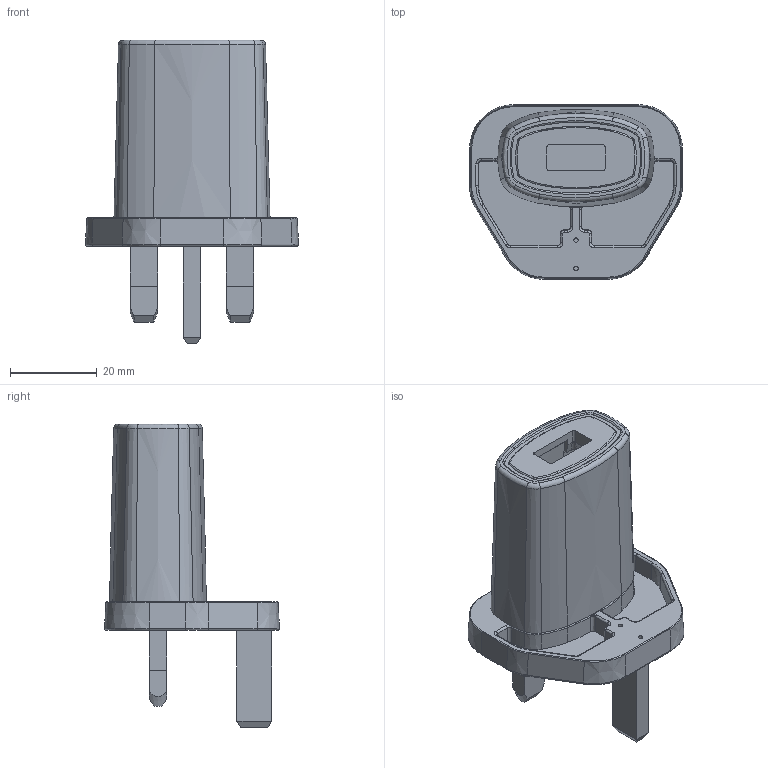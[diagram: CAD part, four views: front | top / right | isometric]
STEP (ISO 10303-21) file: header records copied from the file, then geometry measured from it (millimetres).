
FILE_DESCRIPTION((''),'2;1');
FILE_NAME('GT-86030-0305-USB-W2U_ASM','2022-08-12T13:07:11',('jirenqiang'),(''),'CREO PARAMETRIC BY PTC INC, 2018050','CREO PARAMETRIC BY PTC INC, 2018050','');
FILE_SCHEMA(('CONFIG_CONTROL_DESIGN'));
Length unit declared in the file: millimetre
Products named in the file (9): HGFDH; GROUND-PIN02; UK-ASSEMBLY_ASM; 0001; UK_ASM; UK-BOT_ASM; UK-BOT; TOP2; GT-86030-0305-USB-W2U_ASM
Assembly tree (9 placements, depth 5):
  GT-86030-0305-USB-W2U_ASM
    UK-BOT_ASM
      UK_ASM
        UK-ASSEMBLY_ASM
          HGFDH
          GROUND-PIN02
        0001  x2
    UK-BOT
    TOP2
Bounding box: 49.14 x 40.34 x 70.1 mm (x, y, z)
Volume: 14682.8 mm3; surface area: 17941.3 mm2
Topology: 5 solids, 5 shells, 669 faces, 1737 edges, 1105 vertices
Faces by surface type: plane 267, cone 141, cylinder 138, torus 101, bspline 21, sphere 1
Entity records: 22118 total; most frequent: CARTESIAN_POINT 6004, DIRECTION 3542, ORIENTED_EDGE 3298, EDGE_CURVE 1649, AXIS2_PLACEMENT_3D 1371, VERTEX_POINT 1050, VECTOR 800, LINE 800
